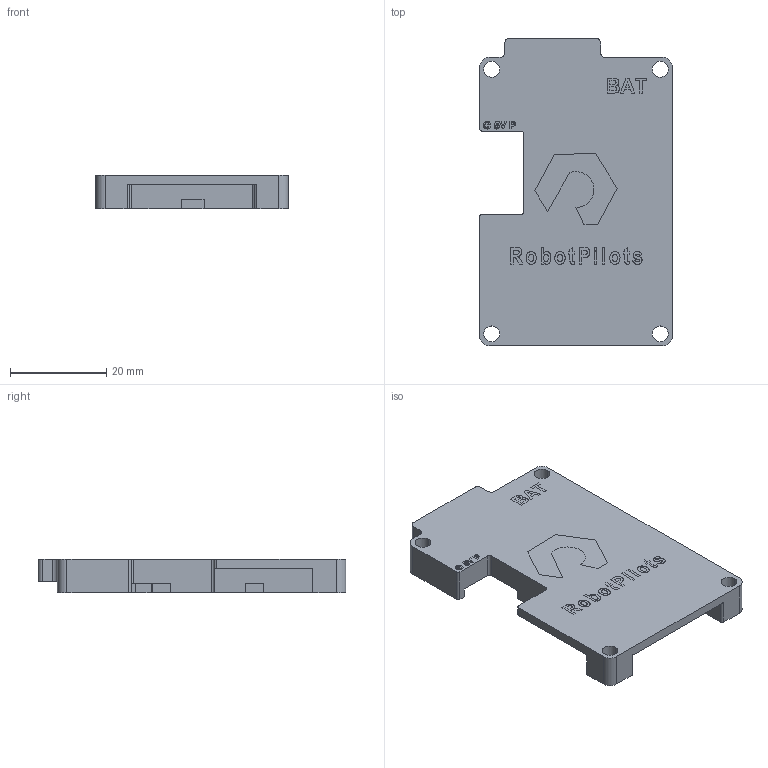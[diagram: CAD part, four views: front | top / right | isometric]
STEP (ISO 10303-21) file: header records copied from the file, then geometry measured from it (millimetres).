
FILE_DESCRIPTION (( 'STEP AP214' ), '1' );
FILE_NAME ('俔脣奻褲.STEP', '2024-04-08T01:22:34', ( 'KS-SZM-001' ), ( '' ), 'SwSTEP 2.0', 'SolidWorks 2023', '' );
FILE_SCHEMA (( 'AUTOMOTIVE_DESIGN' ));
Length unit declared in the file: millimetre
Products named in the file (1): 弯插上壳
Bounding box: 39.97 x 63.97 x 7 mm (x, y, z)
Volume: 10132.8 mm3; surface area: 7638.1 mm2
Topology: 21 solids, 21 shells, 666 faces, 1774 edges, 1182 vertices
Faces by surface type: plane 410, bspline 218, cylinder 38
Entity records: 31715 total; most frequent: CARTESIAN_POINT 16265, ORIENTED_EDGE 3548, DIRECTION 2314, EDGE_CURVE 1774, LINE 1260, VECTOR 1260, VERTEX_POINT 1182, EDGE_LOOP 726
